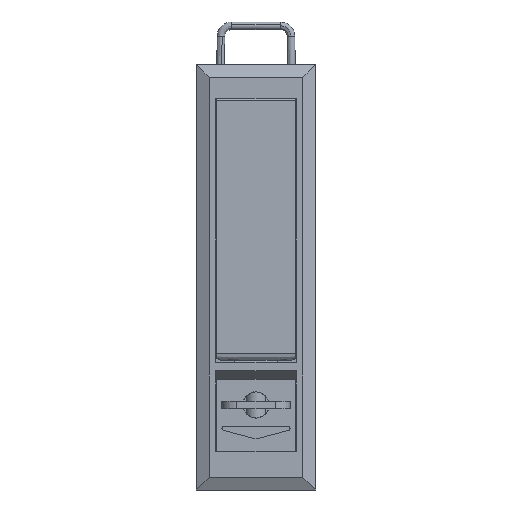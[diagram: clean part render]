
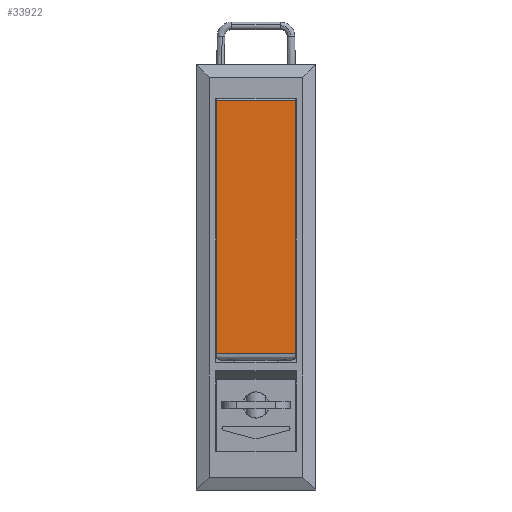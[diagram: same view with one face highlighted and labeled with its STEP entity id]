
A CAD part, front view. The second image highlights one B-rep face of the part: STEP entity #33922.
In plain terms, the highlighted free-form (B-spline) face has degree [1, 1] with [2, 2] control points.
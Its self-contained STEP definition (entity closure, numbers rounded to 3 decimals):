
#33449=CARTESIAN_POINT('',(-1.5,9.4,32.));
#33450=VERTEX_POINT('',#33449);
#33471=CARTESIAN_POINT('',(-1.5,-9.4,32.));
#33472=VERTEX_POINT('',#33471);
#33486=CARTESIAN_POINT('',(-1.5,9.4,32.));
#33487=CARTESIAN_POINT('',(-1.5,-9.4,32.));
#33488=QUASI_UNIFORM_CURVE('',1,(#33486,#33487),.UNSPECIFIED.,.F.,.U.);
#33489=EDGE_CURVE('',#33450,#33472,#33488,.T.);
#33508=CARTESIAN_POINT('',(-1.5,9.4,91.5));
#33509=VERTEX_POINT('',#33508);
#33510=CARTESIAN_POINT('',(-1.5,9.4,91.5));
#33511=CARTESIAN_POINT('',(-1.5,9.4,32.));
#33512=QUASI_UNIFORM_CURVE('',1,(#33510,#33511),.UNSPECIFIED.,.F.,.U.);
#33513=EDGE_CURVE('',#33509,#33450,#33512,.T.);
#33711=CARTESIAN_POINT('',(-1.5,-9.4,91.5));
#33712=VERTEX_POINT('',#33711);
#33718=CARTESIAN_POINT('',(-1.5,-9.4,91.5));
#33719=CARTESIAN_POINT('',(-1.5,-9.4,32.));
#33720=QUASI_UNIFORM_CURVE('',1,(#33718,#33719),.UNSPECIFIED.,.F.,.U.);
#33721=EDGE_CURVE('',#33712,#33472,#33720,.T.);
#33907=CARTESIAN_POINT('',(-1.5,-10.339,94.472));
#33908=CARTESIAN_POINT('',(-1.5,-10.339,29.028));
#33909=CARTESIAN_POINT('',(-1.5,10.339,94.472));
#33910=CARTESIAN_POINT('',(-1.5,10.339,29.028));
#33911=B_SPLINE_SURFACE_WITH_KNOTS('',1,1,((#33907,#33909),(#33908,#33910)),.UNSPECIFIED.,.F.,.F.,.U.,(2,2),(2,2),(0.0,65.444),(0.0,20.678),.UNSPECIFIED.);
#33912=ORIENTED_EDGE('',*,*,#33513,.T.);
#33913=ORIENTED_EDGE('',*,*,#33489,.T.);
#33914=ORIENTED_EDGE('',*,*,#33721,.F.);
#33915=CARTESIAN_POINT('',(-1.5,-9.4,91.5));
#33916=CARTESIAN_POINT('',(-1.5,9.4,91.5));
#33917=QUASI_UNIFORM_CURVE('',1,(#33915,#33916),.UNSPECIFIED.,.F.,.U.);
#33918=EDGE_CURVE('',#33712,#33509,#33917,.T.);
#33919=ORIENTED_EDGE('',*,*,#33918,.T.);
#33920=EDGE_LOOP('',(#33912,#33913,#33914,#33919));
#33921=FACE_OUTER_BOUND('',#33920,.T.);
#33922=ADVANCED_FACE('',(#33921),#33911,.F.);
